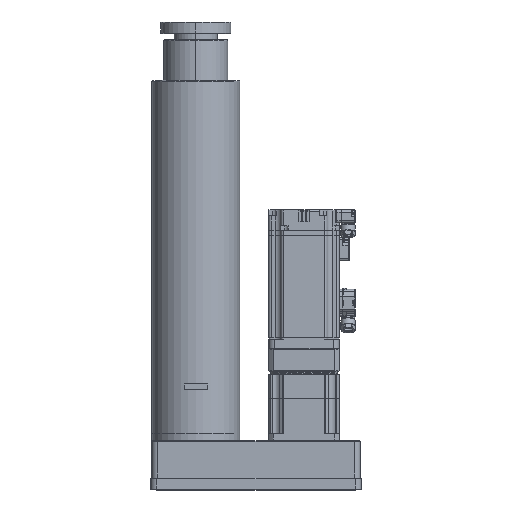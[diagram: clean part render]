
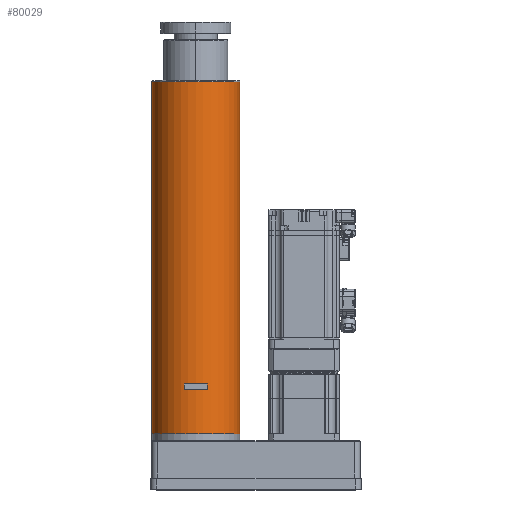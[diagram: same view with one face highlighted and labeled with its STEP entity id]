
A CAD part, top view. The second image highlights one B-rep face of the part: STEP entity #80029.
In plain terms, the highlighted cylindrical face has radius 37.5 mm (diameter 75 mm), a partial arc.
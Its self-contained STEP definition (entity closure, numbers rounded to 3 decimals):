
#516 = VERTEX_POINT ( 'NONE', #74333 ) ;
#1952 = CIRCLE ( 'NONE', #44183, 37.5 ) ;
#2513 = LINE ( 'NONE', #54599, #39942 ) ;
#4042 = ORIENTED_EDGE ( 'NONE', *, *, #6630, .F. ) ;
#6630 = EDGE_CURVE ( 'NONE', #11348, #516, #52185, .T. ) ;
#7098 = DIRECTION ( 'NONE',  ( 0., 1., 0. ) ) ;
#10168 = VECTOR ( 'NONE', #59086, 1000. ) ;
#11348 = VERTEX_POINT ( 'NONE', #71868 ) ;
#12598 = AXIS2_PLACEMENT_3D ( 'NONE', #52652, #78623, #12932 ) ;
#12628 = CARTESIAN_POINT ( 'NONE',  ( -896.003, 329.416, 1405. ) ) ;
#12932 = DIRECTION ( 'NONE',  ( -1., 0., 0. ) ) ;
#14800 = AXIS2_PLACEMENT_3D ( 'NONE', #31871, #7098, #51949 ) ;
#14930 = CARTESIAN_POINT ( 'NONE',  ( -971.003, 329.416, 1405. ) ) ;
#19264 = VERTEX_POINT ( 'NONE', #14930 ) ;
#21405 = EDGE_CURVE ( 'NONE', #11348, #82717, #2513, .T. ) ;
#21924 = CARTESIAN_POINT ( 'NONE',  ( -971.003, 8.416, 1405. ) ) ;
#22721 = ORIENTED_EDGE ( 'NONE', *, *, #21405, .T. ) ;
#28404 = DIRECTION ( 'NONE',  ( 0., 0., 1. ) ) ;
#28535 = DIRECTION ( 'NONE',  ( 0., 1., 0. ) ) ;
#29886 = ORIENTED_EDGE ( 'NONE', *, *, #46381, .T. ) ;
#31871 = CARTESIAN_POINT ( 'NONE',  ( -933.503, 8.416, 1405. ) ) ;
#32712 = CYLINDRICAL_SURFACE ( 'NONE', #14800, 37.5 ) ;
#33035 = LINE ( 'NONE', #21924, #10168 ) ;
#33993 = DIRECTION ( 'NONE',  ( 0., -1., 0. ) ) ;
#37105 = CIRCLE ( 'NONE', #42573, 37.5 ) ;
#39942 = VECTOR ( 'NONE', #28535, 1000. ) ;
#39953 = FACE_OUTER_BOUND ( 'NONE', #60220, .T. ) ;
#40041 = DIRECTION ( 'NONE',  ( 0., 0., 1. ) ) ;
#41487 = CARTESIAN_POINT ( 'NONE',  ( -933.503, 329.416, 1442.5 ) ) ;
#42573 = AXIS2_PLACEMENT_3D ( 'NONE', #72463, #43621, #40041 ) ;
#43621 = DIRECTION ( 'NONE',  ( 0., -1., 0. ) ) ;
#43971 = ORIENTED_EDGE ( 'NONE', *, *, #72589, .T. ) ;
#44183 = AXIS2_PLACEMENT_3D ( 'NONE', #60441, #33993, #28404 ) ;
#46381 = EDGE_CURVE ( 'NONE', #54069, #19264, #37105, .T. ) ;
#51949 = DIRECTION ( 'NONE',  ( -1., 0., 0. ) ) ;
#52185 = CIRCLE ( 'NONE', #12598, 37.5 ) ;
#52652 = CARTESIAN_POINT ( 'NONE',  ( -933.503, 28.416, 1405. ) ) ;
#54069 = VERTEX_POINT ( 'NONE', #41487 ) ;
#54599 = CARTESIAN_POINT ( 'NONE',  ( -896.003, 8.416, 1405. ) ) ;
#58582 = ORIENTED_EDGE ( 'NONE', *, *, #73015, .F. ) ;
#59086 = DIRECTION ( 'NONE',  ( 0., 1., 0. ) ) ;
#60220 = EDGE_LOOP ( 'NONE', ( #4042, #22721, #43971, #29886, #58582 ) ) ;
#60441 = CARTESIAN_POINT ( 'NONE',  ( -933.503, 329.416, 1405. ) ) ;
#71868 = CARTESIAN_POINT ( 'NONE',  ( -896.003, 28.416, 1405. ) ) ;
#72463 = CARTESIAN_POINT ( 'NONE',  ( -933.503, 329.416, 1405. ) ) ;
#72589 = EDGE_CURVE ( 'NONE', #82717, #54069, #1952, .T. ) ;
#73015 = EDGE_CURVE ( 'NONE', #516, #19264, #33035, .T. ) ;
#74333 = CARTESIAN_POINT ( 'NONE',  ( -971.003, 28.416, 1405. ) ) ;
#78623 = DIRECTION ( 'NONE',  ( 0., -1., 0. ) ) ;
#80029 = ADVANCED_FACE ( 'NONE', ( #39953 ), #32712, .T. ) ;
#82717 = VERTEX_POINT ( 'NONE', #12628 ) ;
